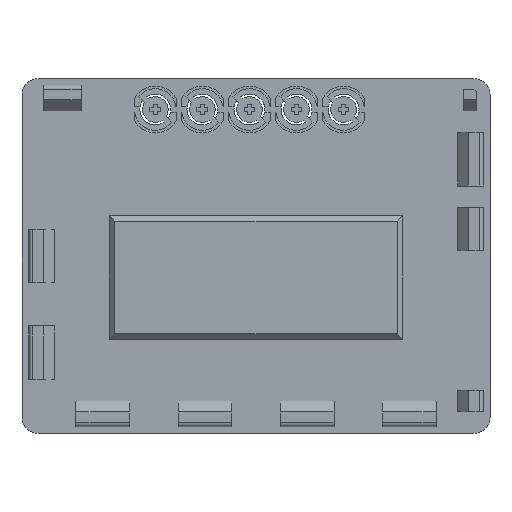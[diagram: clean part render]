
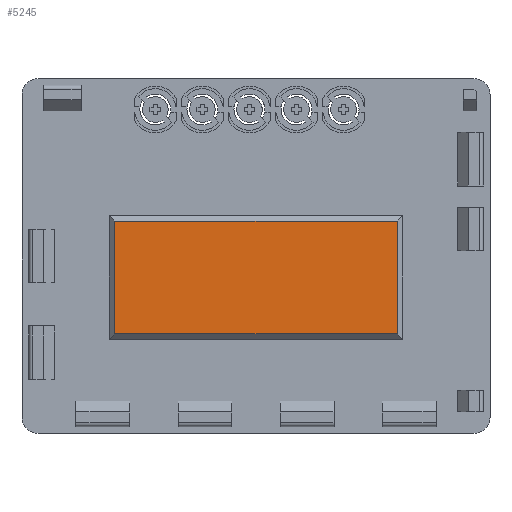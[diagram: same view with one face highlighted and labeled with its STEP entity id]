
A CAD part, top view. The second image highlights one B-rep face of the part: STEP entity #5245.
In plain terms, the highlighted planar face has unit normal (0, 0, 1).
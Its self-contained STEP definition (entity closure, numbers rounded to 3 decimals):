
#244=PLANE('',#5639);
#502=FACE_OUTER_BOUND('',#812,.T.);
#812=EDGE_LOOP('',(#4655,#4656,#4657,#4658));
#1374=LINE('',#8349,#2002);
#1376=LINE('',#8354,#2004);
#1379=LINE('',#8358,#2007);
#1380=LINE('',#8360,#2008);
#2002=VECTOR('',#6795,10.);
#2004=VECTOR('',#6799,10.);
#2007=VECTOR('',#6804,10.);
#2008=VECTOR('',#6807,10.);
#2695=VERTEX_POINT('',#8346);
#2696=VERTEX_POINT('',#8348);
#2697=VERTEX_POINT('',#8352);
#2698=VERTEX_POINT('',#8353);
#3370=EDGE_CURVE('',#2696,#2695,#1374,.T.);
#3372=EDGE_CURVE('',#2697,#2698,#1376,.T.);
#3375=EDGE_CURVE('',#2695,#2697,#1379,.T.);
#3376=EDGE_CURVE('',#2698,#2696,#1380,.T.);
#4655=ORIENTED_EDGE('',*,*,#3375,.T.);
#4656=ORIENTED_EDGE('',*,*,#3372,.T.);
#4657=ORIENTED_EDGE('',*,*,#3376,.T.);
#4658=ORIENTED_EDGE('',*,*,#3370,.T.);
#5245=ADVANCED_FACE('',(#502),#244,.T.);
#5639=AXIS2_PLACEMENT_3D('',#8370,#6814,#6815);
#6795=DIRECTION('',(1.,0.,0.));
#6799=DIRECTION('',(-1.,0.,0.));
#6804=DIRECTION('',(0.,1.,0.));
#6807=DIRECTION('',(0.,-1.,0.));
#6814=DIRECTION('center_axis',(0.,0.,1.));
#6815=DIRECTION('ref_axis',(1.,0.,0.));
#8346=CARTESIAN_POINT('',(69.75,18.5,3.));
#8348=CARTESIAN_POINT('',(17.25,18.5,3.));
#8349=CARTESIAN_POINT('',(69.75,18.5,3.));
#8352=CARTESIAN_POINT('',(69.75,39.5,3.));
#8353=CARTESIAN_POINT('',(17.25,39.5,3.));
#8354=CARTESIAN_POINT('',(17.25,39.5,3.));
#8358=CARTESIAN_POINT('',(69.75,39.5,3.));
#8360=CARTESIAN_POINT('',(17.25,18.5,3.));
#8370=CARTESIAN_POINT('Origin',(43.5,29.,3.));
